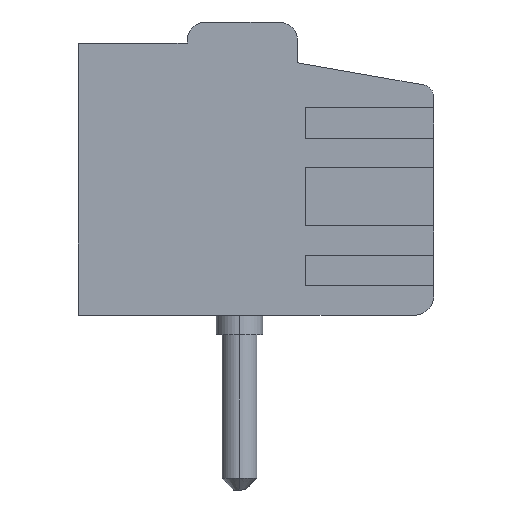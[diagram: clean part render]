
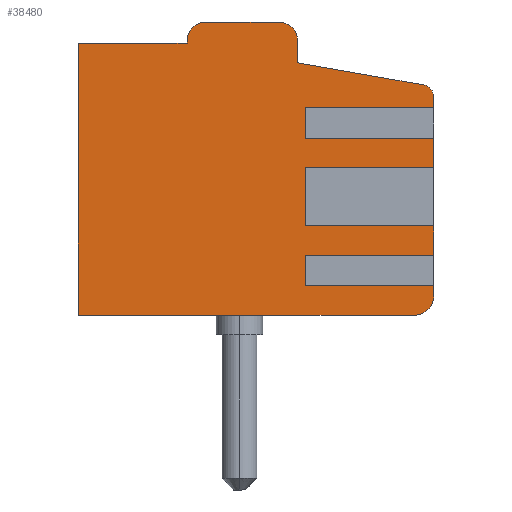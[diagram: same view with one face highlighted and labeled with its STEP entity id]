
A CAD part, left-side view. The second image highlights one B-rep face of the part: STEP entity #38480.
In plain terms, the highlighted face is planar.
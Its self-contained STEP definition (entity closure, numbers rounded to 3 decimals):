
#19720=CARTESIAN_POINT('',(49.506,58.093,
9.685));
#19730=DIRECTION('',(0.,0.,1.));
#19740=VECTOR('',#19730,1.);
#19750=LINE('',#19720,#19740);
#19760=CARTESIAN_POINT('',(49.506,58.093,
11.598));
#19770=VERTEX_POINT('',#19760);
#19780=CARTESIAN_POINT('',(49.506,58.093,
14.898));
#19790=VERTEX_POINT('',#19780);
#19800=EDGE_CURVE('',#19770,#19790,#19750,.T.);
#23220=CARTESIAN_POINT('',(52.892,58.093,
14.898));
#23230=VERTEX_POINT('',#23220);
#23260=CARTESIAN_POINT('',(52.892,58.093,
9.685));
#23270=DIRECTION('',(0.,0.,-1.));
#23280=VECTOR('',#23270,1.);
#23290=LINE('',#23260,#23280);
#23300=CARTESIAN_POINT('',(52.892,58.093,
11.598));
#23310=VERTEX_POINT('',#23300);
#23320=EDGE_CURVE('',#23230,#23310,#23290,.T.);
#25580=CARTESIAN_POINT('',(50.449,58.093,
14.898));
#25590=VERTEX_POINT('',#25580);
#25620=CARTESIAN_POINT('',(50.449,58.093,
9.685));
#25630=DIRECTION('',(0.,0.,-1.));
#25640=VECTOR('',#25630,1.);
#25650=LINE('',#25620,#25640);
#25660=CARTESIAN_POINT('',(50.449,58.093,
11.598));
#25670=VERTEX_POINT('',#25660);
#25680=EDGE_CURVE('',#25590,#25670,#25650,.T.);
#26740=CARTESIAN_POINT('',(55.149,58.093,
8.548));
#26750=VERTEX_POINT('',#26740);
#26780=CARTESIAN_POINT('',(55.149,58.093,
9.685));
#26790=DIRECTION('',(0.,0.,-1.));
#26800=VECTOR('',#26790,1.);
#26810=LINE('',#26780,#26800);
#26820=CARTESIAN_POINT('',(55.149,58.093,
5.748));
#26830=VERTEX_POINT('',#26820);
#26840=EDGE_CURVE('',#26750,#26830,#26810,.T.);
#33380=CARTESIAN_POINT('',(49.092,58.093,
11.598));
#33390=VERTEX_POINT('',#33380);
#33420=CARTESIAN_POINT('',(53.549,58.093,
11.598));
#33430=DIRECTION('',(-1.,0.,0.));
#33440=VECTOR('',#33430,1.);
#33450=LINE('',#33420,#33440);
#33460=EDGE_CURVE('',#19770,#33390,#33450,.T.);
#35120=CARTESIAN_POINT('',(49.092,58.093,
14.898));
#35130=VERTEX_POINT('',#35120);
#35160=CARTESIAN_POINT('',(49.092,58.093,
9.685));
#35170=DIRECTION('',(0.,0.,-1.));
#35180=VECTOR('',#35170,1.);
#35190=LINE('',#35160,#35180);
#35200=EDGE_CURVE('',#35130,#33390,#35190,.T.);
#36160=CARTESIAN_POINT('',(55.699,58.093,9.048));
#36170=VERTEX_POINT('',#36160);
#36200=CARTESIAN_POINT('',(55.199,58.093,9.048));
#36210=DIRECTION('',(0.,1.,0.));
#36220=DIRECTION('',(0.,0.,-1.));
#36230=AXIS2_PLACEMENT_3D('',#36200,#36210,#36220);
#36240=CIRCLE('',#36230,0.5);
#36250=CARTESIAN_POINT('',(55.199,58.093,8.548));
#36260=VERTEX_POINT('',#36250);
#36270=EDGE_CURVE('',#36170,#36260,#36240,.T.);
#37170=CARTESIAN_POINT('',(53.549,58.093,
9.648));
#37180=DIRECTION('',(0.,1.,0.));
#37190=DIRECTION('',(0.,0.,-1.));
#37200=AXIS2_PLACEMENT_3D('',#37170,#37180,#37190);
#37210=PLANE('',#37200);
#37220=CARTESIAN_POINT('',(51.949,58.093,
9.685));
#37230=DIRECTION('',(0.,0.,1.));
#37240=VECTOR('',#37230,1.);
#37250=LINE('',#37220,#37240);
#37260=CARTESIAN_POINT('',(51.949,58.093,
11.598));
#37270=VERTEX_POINT('',#37260);
#37280=CARTESIAN_POINT('',(51.949,58.093,
14.898));
#37290=VERTEX_POINT('',#37280);
#37300=EDGE_CURVE('',#37270,#37290,#37250,.T.);
#37310=ORIENTED_EDGE('',*,*,#37300,.T.);
#37320=CARTESIAN_POINT('',(53.549,58.093,
11.598));
#37330=DIRECTION('',(-1.,0.,0.));
#37340=VECTOR('',#37330,1.);
#37350=LINE('',#37320,#37340);
#37360=EDGE_CURVE('',#37270,#25670,#37350,.T.);
#37370=ORIENTED_EDGE('',*,*,#37360,.F.);
#37380=ORIENTED_EDGE('',*,*,#25680,.T.);
#37390=CARTESIAN_POINT('',(53.549,58.093,
14.898));
#37400=DIRECTION('',(-1.,0.,0.));
#37410=VECTOR('',#37400,1.);
#37420=LINE('',#37390,#37410);
#37430=EDGE_CURVE('',#25590,#19790,#37420,.T.);
#37440=ORIENTED_EDGE('',*,*,#37430,.F.);
#37450=ORIENTED_EDGE('',*,*,#19800,.T.);
#37460=ORIENTED_EDGE('',*,*,#33460,.F.);
#37470=ORIENTED_EDGE('',*,*,#35200,.T.);
#37480=CARTESIAN_POINT('',(48.649,58.093,
14.898));
#37490=VERTEX_POINT('',#37480);
#37500=EDGE_CURVE('',#35130,#37490,#37420,.T.);
#37510=ORIENTED_EDGE('',*,*,#37500,.F.);
#37520=CARTESIAN_POINT('',(48.649,58.093,
14.398));
#37530=DIRECTION('',(0.,1.,0.));
#37540=DIRECTION('',(0.,0.,-1.));
#37550=AXIS2_PLACEMENT_3D('',#37520,#37530,#37540);
#37560=CIRCLE('',#37550,0.5);
#37570=CARTESIAN_POINT('',(48.149,58.093,
14.398));
#37580=VERTEX_POINT('',#37570);
#37590=EDGE_CURVE('',#37580,#37490,#37560,.T.);
#37600=ORIENTED_EDGE('',*,*,#37590,.T.);
#37610=CARTESIAN_POINT('',(48.149,58.093,
9.685));
#37620=DIRECTION('',(0.,0.,1.));
#37630=VECTOR('',#37620,1.);
#37640=LINE('',#37610,#37630);
#37650=CARTESIAN_POINT('',(48.149,58.093,
5.748));
#37660=VERTEX_POINT('',#37650);
#37670=EDGE_CURVE('',#37660,#37580,#37640,.T.);
#37680=ORIENTED_EDGE('',*,*,#37670,.T.);
#37690=CARTESIAN_POINT('',(53.549,58.093,
5.748));
#37700=DIRECTION('',(1.,0.,0.));
#37710=VECTOR('',#37700,1.);
#37720=LINE('',#37690,#37710);
#37730=EDGE_CURVE('',#37660,#26830,#37720,.T.);
#37740=ORIENTED_EDGE('',*,*,#37730,.F.);
#37750=ORIENTED_EDGE('',*,*,#26840,.T.);
#37760=CARTESIAN_POINT('',(53.549,58.093,
8.548));
#37770=DIRECTION('',(1.,0.,0.));
#37780=VECTOR('',#37770,1.);
#37790=LINE('',#37760,#37780);
#37800=EDGE_CURVE('',#26750,#36260,#37790,.T.);
#37810=ORIENTED_EDGE('',*,*,#37800,.F.);
#37820=ORIENTED_EDGE('',*,*,#36270,.T.);
#37830=CARTESIAN_POINT('',(55.699,58.093,9.685));
#37840=DIRECTION('',(0.,0.,-1.));
#37850=VECTOR('',#37840,1.);
#37860=LINE('',#37830,#37850);
#37870=CARTESIAN_POINT('',(55.699,58.093,10.898));
#37880=VERTEX_POINT('',#37870);
#37890=EDGE_CURVE('',#37880,#36170,#37860,.T.);
#37900=ORIENTED_EDGE('',*,*,#37890,.T.);
#37910=CARTESIAN_POINT('',(55.199,58.093,10.898));
#37920=DIRECTION('',(0.,1.,0.));
#37930=DIRECTION('',(0.,0.,-1.));
#37940=AXIS2_PLACEMENT_3D('',#37910,#37920,#37930);
#37950=CIRCLE('',#37940,0.5);
#37960=CARTESIAN_POINT('',(55.199,58.093,11.398));
#37970=VERTEX_POINT('',#37960);
#37980=EDGE_CURVE('',#37970,#37880,#37950,.T.);
#37990=ORIENTED_EDGE('',*,*,#37980,.T.);
#38000=CARTESIAN_POINT('',(53.549,58.093,
11.398));
#38010=DIRECTION('',(1.,0.,0.));
#38020=VECTOR('',#38010,1.);
#38030=LINE('',#38000,#38020);
#38040=CARTESIAN_POINT('',(54.649,58.093,11.398));
#38050=VERTEX_POINT('',#38040);
#38060=EDGE_CURVE('',#38050,#37970,#38030,.T.);
#38070=ORIENTED_EDGE('',*,*,#38060,.T.);
#38080=CARTESIAN_POINT('',(54.951,58.093,
9.685));
#38090=DIRECTION('',(0.174,0.,-0.985));
#38100=VECTOR('',#38090,1.);
#38110=LINE('',#38080,#38100);
#38120=CARTESIAN_POINT('',(54.076,58.093,
14.65));
#38130=VERTEX_POINT('',#38120);
#38140=EDGE_CURVE('',#38130,#38050,#38110,.T.);
#38150=ORIENTED_EDGE('',*,*,#38140,.T.);
#38160=CARTESIAN_POINT('',(53.78,58.093,
14.598));
#38170=DIRECTION('',(0.,1.,0.));
#38180=DIRECTION('',(0.,0.,-1.));
#38190=AXIS2_PLACEMENT_3D('',#38160,#38170,#38180);
#38200=CIRCLE('',#38190,0.3);
#38210=CARTESIAN_POINT('',(53.78,58.093,
14.898));
#38220=VERTEX_POINT('',#38210);
#38230=EDGE_CURVE('',#38220,#38130,#38200,.T.);
#38240=ORIENTED_EDGE('',*,*,#38230,.T.);
#38250=CARTESIAN_POINT('',(53.306,58.093,
14.898));
#38260=VERTEX_POINT('',#38250);
#38270=EDGE_CURVE('',#38220,#38260,#37420,.T.);
#38280=ORIENTED_EDGE('',*,*,#38270,.F.);
#38290=CARTESIAN_POINT('',(53.306,58.093,
9.685));
#38300=DIRECTION('',(0.,0.,1.));
#38310=VECTOR('',#38300,1.);
#38320=LINE('',#38290,#38310);
#38330=CARTESIAN_POINT('',(53.306,58.093,
11.598));
#38340=VERTEX_POINT('',#38330);
#38350=EDGE_CURVE('',#38340,#38260,#38320,.T.);
#38360=ORIENTED_EDGE('',*,*,#38350,.T.);
#38370=CARTESIAN_POINT('',(53.549,58.093,
11.598));
#38380=DIRECTION('',(-1.,0.,0.));
#38390=VECTOR('',#38380,1.);
#38400=LINE('',#38370,#38390);
#38410=EDGE_CURVE('',#38340,#23310,#38400,.T.);
#38420=ORIENTED_EDGE('',*,*,#38410,.F.);
#38430=ORIENTED_EDGE('',*,*,#23320,.T.);
#38440=EDGE_CURVE('',#23230,#37290,#37420,.T.);
#38450=ORIENTED_EDGE('',*,*,#38440,.F.);
#38460=EDGE_LOOP('',(#38450,#38430,#38420,#38360,#38280,#38240,#38150,
#38070,#37990,#37900,#37820,#37810,#37750,#37740,#37680,#37600,#37510,
#37470,#37460,#37450,#37440,#37380,#37370,#37310));
#38470=FACE_OUTER_BOUND('',#38460,.T.);
#38480=ADVANCED_FACE('',(#38470),#37210,.T.);
